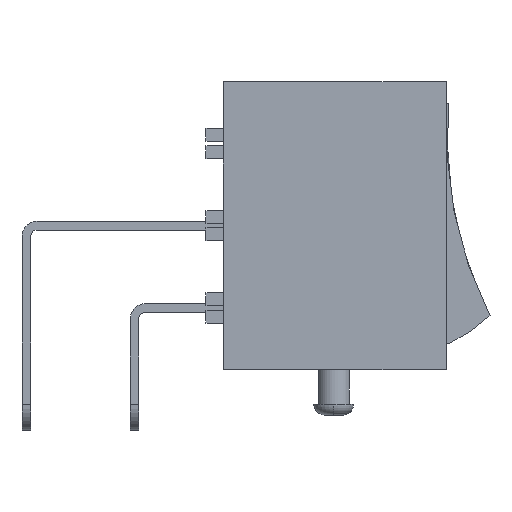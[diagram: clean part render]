
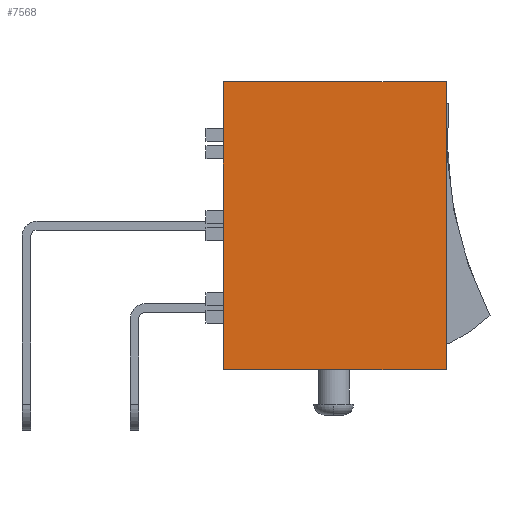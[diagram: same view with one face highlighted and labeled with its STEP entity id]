
A CAD part, left-side view. The second image highlights one B-rep face of the part: STEP entity #7568.
In plain terms, the highlighted planar face has unit normal (-1, 0, 0).
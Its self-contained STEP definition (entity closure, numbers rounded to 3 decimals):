
#1867 = DIRECTION ( 'NONE',  ( 0., -1., 0. ) ) ;
#2033 = CARTESIAN_POINT ( 'NONE',  ( -4.25, -5.15, 13.3 ) ) ;
#2317 = EDGE_CURVE ( 'NONE', #13597, #11964, #13956, .T. ) ;
#2975 = CARTESIAN_POINT ( 'NONE',  ( -4.25, 5.15, 0. ) ) ;
#3564 = DIRECTION ( 'NONE',  ( 0., -1., 0. ) ) ;
#4373 = VECTOR ( 'NONE', #11563, 1000. ) ;
#5127 = DIRECTION ( 'NONE',  ( 1., 0., 0. ) ) ;
#5339 = CARTESIAN_POINT ( 'NONE',  ( -4.25, -5.15, 13.3 ) ) ;
#5593 = ORIENTED_EDGE ( 'NONE', *, *, #15372, .T. ) ;
#5890 = ORIENTED_EDGE ( 'NONE', *, *, #2317, .F. ) ;
#6573 = VERTEX_POINT ( 'NONE', #2975 ) ;
#7348 = CARTESIAN_POINT ( 'NONE',  ( -4.25, 5.15, 13.3 ) ) ;
#7568 = ADVANCED_FACE ( 'NONE', ( #7751 ), #11730, .F. ) ;
#7751 = FACE_OUTER_BOUND ( 'NONE', #10925, .T. ) ;
#8005 = VECTOR ( 'NONE', #1867, 1000. ) ;
#8619 = EDGE_CURVE ( 'NONE', #11964, #14022, #11724, .T. ) ;
#10522 = CARTESIAN_POINT ( 'NONE',  ( -4.25, -5.15, 0. ) ) ;
#10894 = DIRECTION ( 'NONE',  ( 0., 0., -1. ) ) ;
#10925 = EDGE_LOOP ( 'NONE', ( #5593, #13375, #5890, #13551 ) ) ;
#11563 = DIRECTION ( 'NONE',  ( 0., 0., -1. ) ) ;
#11724 = LINE ( 'NONE', #14041, #4373 ) ;
#11730 = PLANE ( 'NONE',  #13465 ) ;
#11964 = VERTEX_POINT ( 'NONE', #5339 ) ;
#12273 = CARTESIAN_POINT ( 'NONE',  ( -4.25, 5.15, 13.3 ) ) ;
#13029 = CARTESIAN_POINT ( 'NONE',  ( -4.25, -5.15, 13.3 ) ) ;
#13107 = DIRECTION ( 'NONE',  ( 0., 0., -1. ) ) ;
#13270 = VECTOR ( 'NONE', #10894, 1000. ) ;
#13375 = ORIENTED_EDGE ( 'NONE', *, *, #8619, .F. ) ;
#13465 = AXIS2_PLACEMENT_3D ( 'NONE', #13029, #5127, #13107 ) ;
#13517 = CARTESIAN_POINT ( 'NONE',  ( -4.25, -5.15, 0. ) ) ;
#13551 = ORIENTED_EDGE ( 'NONE', *, *, #13933, .T. ) ;
#13597 = VERTEX_POINT ( 'NONE', #7348 ) ;
#13933 = EDGE_CURVE ( 'NONE', #13597, #6573, #15539, .T. ) ;
#13956 = LINE ( 'NONE', #2033, #8005 ) ;
#14022 = VERTEX_POINT ( 'NONE', #13517 ) ;
#14041 = CARTESIAN_POINT ( 'NONE',  ( -4.25, -5.15, 13.3 ) ) ;
#15372 = EDGE_CURVE ( 'NONE', #6573, #14022, #17065, .T. ) ;
#15539 = LINE ( 'NONE', #12273, #13270 ) ;
#16569 = VECTOR ( 'NONE', #3564, 1000. ) ;
#17065 = LINE ( 'NONE', #10522, #16569 ) ;
